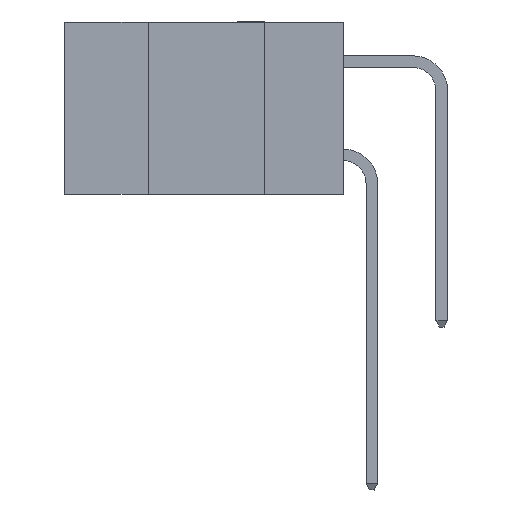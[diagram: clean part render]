
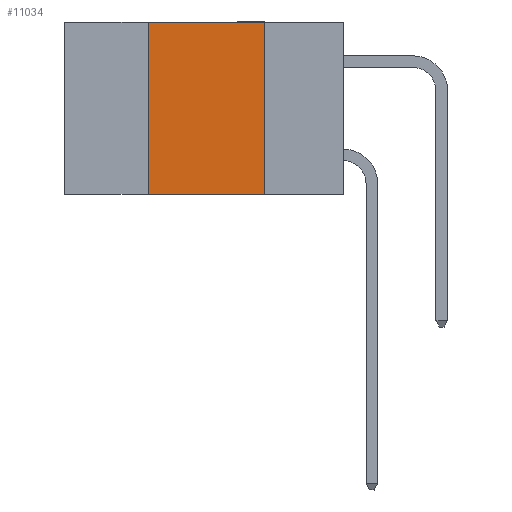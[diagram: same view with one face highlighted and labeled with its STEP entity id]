
A CAD part, left-side view. The second image highlights one B-rep face of the part: STEP entity #11034.
In plain terms, the highlighted planar face has unit normal (-1, 0, 0).
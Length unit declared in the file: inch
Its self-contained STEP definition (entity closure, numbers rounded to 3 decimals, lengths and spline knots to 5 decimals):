
#147 = VERTEX_POINT ( 'NONE', #11682 ) ;
#247 = EDGE_CURVE ( 'NONE', #14154, #7573, #6534, .T. ) ;
#416 = VECTOR ( 'NONE', #12433, 39.37008 ) ;
#1954 = AXIS2_PLACEMENT_3D ( 'NONE', #10826, #11912, #5254 ) ;
#2242 = LINE ( 'NONE', #5622, #11255 ) ;
#2943 = PLANE ( 'NONE',  #1954 ) ;
#3466 = EDGE_LOOP ( 'NONE', ( #4012, #12998, #14345, #12045 ) ) ;
#3651 = CARTESIAN_POINT ( 'NONE',  ( 0., 0.17, 0. ) ) ;
#4012 = ORIENTED_EDGE ( 'NONE', *, *, #10549, .F. ) ;
#4119 = LINE ( 'NONE', #7508, #12271 ) ;
#4375 = VECTOR ( 'NONE', #10250, 39.37008 ) ;
#5254 = DIRECTION ( 'NONE',  ( 0., 0., -1. ) ) ;
#5622 = CARTESIAN_POINT ( 'NONE',  ( 0., 0.6, -0.37 ) ) ;
#5973 = VERTEX_POINT ( 'NONE', #8090 ) ;
#5989 = DIRECTION ( 'NONE',  ( 0., -1., 0. ) ) ;
#6075 = EDGE_CURVE ( 'NONE', #5973, #147, #2242, .T. ) ;
#6534 = LINE ( 'NONE', #10248, #416 ) ;
#6823 = EDGE_CURVE ( 'NONE', #5973, #14154, #8138, .T. ) ;
#7508 = CARTESIAN_POINT ( 'NONE',  ( 0., 0.17, 0. ) ) ;
#7573 = VERTEX_POINT ( 'NONE', #3651 ) ;
#8090 = CARTESIAN_POINT ( 'NONE',  ( 0., 0.42, -0.37 ) ) ;
#8138 = LINE ( 'NONE', #10076, #4375 ) ;
#8380 = FACE_OUTER_BOUND ( 'NONE', #3466, .T. ) ;
#9093 = CARTESIAN_POINT ( 'NONE',  ( 0., 0.42, 0. ) ) ;
#10076 = CARTESIAN_POINT ( 'NONE',  ( 0., 0.42, 0. ) ) ;
#10248 = CARTESIAN_POINT ( 'NONE',  ( 0., 0.6, 0. ) ) ;
#10250 = DIRECTION ( 'NONE',  ( 0., 0., 1. ) ) ;
#10549 = EDGE_CURVE ( 'NONE', #7573, #147, #4119, .T. ) ;
#10826 = CARTESIAN_POINT ( 'NONE',  ( 0., 0.6, 0. ) ) ;
#11034 = ADVANCED_FACE ( 'NONE', ( #8380 ), #2943, .F. ) ;
#11255 = VECTOR ( 'NONE', #5989, 39.37008 ) ;
#11682 = CARTESIAN_POINT ( 'NONE',  ( 0., 0.17, -0.37 ) ) ;
#11912 = DIRECTION ( 'NONE',  ( 1., 0., 0. ) ) ;
#12045 = ORIENTED_EDGE ( 'NONE', *, *, #6075, .T. ) ;
#12271 = VECTOR ( 'NONE', #13948, 39.37008 ) ;
#12433 = DIRECTION ( 'NONE',  ( 0., -1., 0. ) ) ;
#12998 = ORIENTED_EDGE ( 'NONE', *, *, #247, .F. ) ;
#13948 = DIRECTION ( 'NONE',  ( 0., 0., -1. ) ) ;
#14154 = VERTEX_POINT ( 'NONE', #9093 ) ;
#14345 = ORIENTED_EDGE ( 'NONE', *, *, #6823, .F. ) ;
